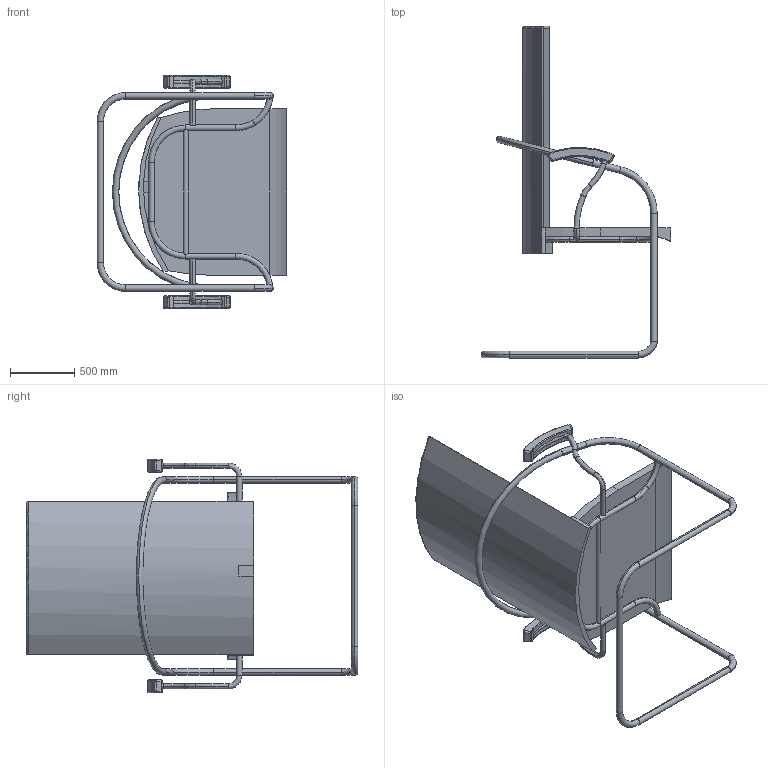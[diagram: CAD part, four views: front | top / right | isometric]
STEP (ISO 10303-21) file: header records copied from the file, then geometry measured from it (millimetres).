
FILE_DESCRIPTION((''),'2;1');
FILE_NAME('CHAIR','2019-06-16T11:14:36',('Tanishq'),(''),'CREO PARAMETRIC BY PTC INC, 2018050','CREO PARAMETRIC BY PTC INC, 2018050','');
FILE_SCHEMA(('CONFIG_CONTROL_DESIGN'));
Length unit declared in the file: millimetre
Products named in the file (1): CHAIR
Bounding box: 1481.56 x 2586.8 x 1820 mm (x, y, z)
Volume: 247037486.1 mm3; surface area: 10057688.6 mm2
Topology: 2 solids, 2 shells, 201 faces, 474 edges, 268 vertices
Faces by surface type: torus 72, cylinder 69, bspline 32, plane 28
Entity records: 7484 total; most frequent: CARTESIAN_POINT 3029, DIRECTION 956, ORIENTED_EDGE 936, EDGE_CURVE 468, AXIS2_PLACEMENT_3D 423, VERTEX_POINT 268, CIRCLE 254, EDGE_LOOP 204
